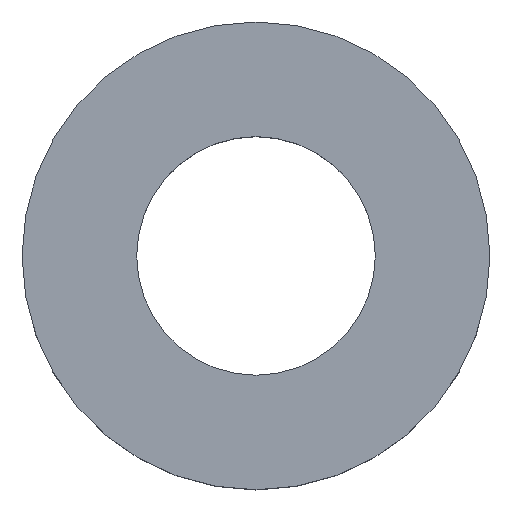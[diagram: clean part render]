
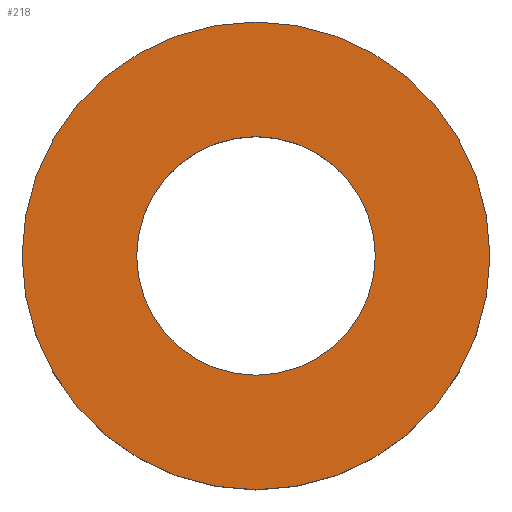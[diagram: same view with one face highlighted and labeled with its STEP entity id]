
A CAD part, top view. The second image highlights one B-rep face of the part: STEP entity #218.
In plain terms, the highlighted planar face has unit normal (0, 0, 1).
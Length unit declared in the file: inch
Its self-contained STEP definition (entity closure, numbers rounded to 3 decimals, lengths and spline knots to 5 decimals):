
#3 = EDGE_CURVE ( 'NONE', #80, #81, #221, .T. ) ;
#5 = EDGE_CURVE ( 'NONE', #81, #80, #222, .T. ) ;
#8 = EDGE_CURVE ( 'NONE', #85, #84, #223, .T. ) ;
#10 = DIRECTION ( 'NONE',  ( 0., 0., 1. ) ) ;
#11 = CARTESIAN_POINT ( 'NONE',  ( 0., 0., 0.25 ) ) ;
#12 = PLANE ( 'NONE',  #150 ) ;
#26 = DIRECTION ( 'NONE',  ( 1., 0., 0. ) ) ;
#27 = DIRECTION ( 'NONE',  ( 0., 0., 1. ) ) ;
#28 = CARTESIAN_POINT ( 'NONE',  ( 0., 0., 0.25 ) ) ;
#46 = CARTESIAN_POINT ( 'NONE',  ( -0.5, 0., 0.25 ) ) ;
#47 = CARTESIAN_POINT ( 'NONE',  ( 0.5, 0., 0.25 ) ) ;
#49 = EDGE_LOOP ( 'NONE', ( #92, #89 ) ) ;
#51 = CARTESIAN_POINT ( 'NONE',  ( 0.255, 0., 0.25 ) ) ;
#53 = CARTESIAN_POINT ( 'NONE',  ( -0.255, 0., 0.25 ) ) ;
#58 = DIRECTION ( 'NONE',  ( 0., 0., 1. ) ) ;
#61 = DIRECTION ( 'NONE',  ( 1., 0., 0. ) ) ;
#67 = CARTESIAN_POINT ( 'NONE',  ( 0., 0., 0.25 ) ) ;
#68 = DIRECTION ( 'NONE',  ( 1., 0., 0. ) ) ;
#69 = DIRECTION ( 'NONE',  ( 0., 0., 1. ) ) ;
#73 = CARTESIAN_POINT ( 'NONE',  ( 0., 0., 0.25 ) ) ;
#74 = DIRECTION ( 'NONE',  ( 1., 0., 0. ) ) ;
#75 = DIRECTION ( 'NONE',  ( 0., 0., 1. ) ) ;
#76 = CARTESIAN_POINT ( 'NONE',  ( 0., 0., 0.25 ) ) ;
#80 = VERTEX_POINT ( 'NONE', #53 ) ;
#81 = VERTEX_POINT ( 'NONE', #51 ) ;
#84 = VERTEX_POINT ( 'NONE', #47 ) ;
#85 = VERTEX_POINT ( 'NONE', #46 ) ;
#89 = ORIENTED_EDGE ( 'NONE', *, *, #203, .T. ) ;
#92 = ORIENTED_EDGE ( 'NONE', *, *, #8, .T. ) ;
#94 = ORIENTED_EDGE ( 'NONE', *, *, #5, .F. ) ;
#111 = ORIENTED_EDGE ( 'NONE', *, *, #3, .F. ) ;
#114 = EDGE_LOOP ( 'NONE', ( #111, #94 ) ) ;
#133 = AXIS2_PLACEMENT_3D ( 'NONE', #28, #27, #26 ) ;
#144 = FACE_BOUND ( 'NONE', #114, .T. ) ;
#146 = FACE_OUTER_BOUND ( 'NONE', #49, .T. ) ;
#150 = AXIS2_PLACEMENT_3D ( 'NONE', #11, #10, #200 ) ;
#163 = AXIS2_PLACEMENT_3D ( 'NONE', #67, #58, #61 ) ;
#164 = AXIS2_PLACEMENT_3D ( 'NONE', #76, #75, #74 ) ;
#165 = AXIS2_PLACEMENT_3D ( 'NONE', #73, #69, #68 ) ;
#200 = DIRECTION ( 'NONE',  ( 1., 0., 0. ) ) ;
#203 = EDGE_CURVE ( 'NONE', #84, #85, #216, .T. ) ;
#216 = CIRCLE ( 'NONE', #133, 0.5 ) ;
#218 = ADVANCED_FACE ( 'NONE', ( #146, #144 ), #12, .T. ) ;
#221 = CIRCLE ( 'NONE', #164, 0.255 ) ;
#222 = CIRCLE ( 'NONE', #165, 0.255 ) ;
#223 = CIRCLE ( 'NONE', #163, 0.5 ) ;
